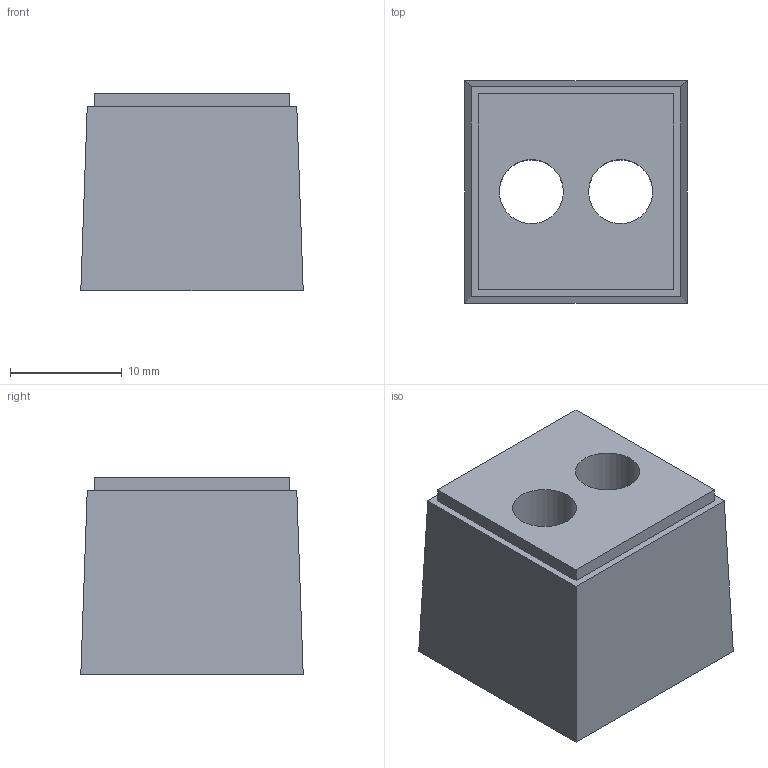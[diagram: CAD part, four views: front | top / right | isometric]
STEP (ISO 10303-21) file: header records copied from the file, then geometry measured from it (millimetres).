
FILE_DESCRIPTION(/* description */ (''),/* implementation_level */ '2;1');
FILE_NAME(/* name */ 'KDS-DE_2x5-6_kunden_info.stp',/* time_stamp */ '2018-02-12T13:25:30+01:00',/* author */ (''),/* organization */ (''),/* preprocessor_version */ 'ST-DEVELOPER v16',/* originating_system */ 'SIEMENS PLM Software NX 10.0',/* authorisation */ '');
FILE_SCHEMA (('CONFIG_CONTROL_DESIGN'));
Length unit declared in the file: millimetre
Products named in the file (1): KDS-DE_2x5-6_kunden_info
Bounding box: 19.91 x 19.91 x 17.7 mm (x, y, z)
Volume: 5612.7 mm3; surface area: 2664.6 mm2
Topology: 1 solids, 1 shells, 91 faces, 228 edges, 152 vertices
Faces by surface type: plane 73, extrusion 14, cylinder 4
Full cylindrical faces by diameter (mm): 5 x2, 5.74 x2
Entity records: 3170 total; most frequent: CARTESIAN_POINT 1152, ORIENTED_EDGE 448, DIRECTION 274, EDGE_CURVE 224, VERTEX_POINT 152, B_SPLINE_CURVE_WITH_KNOTS 142, EDGE_LOOP 112, VECTOR 102
